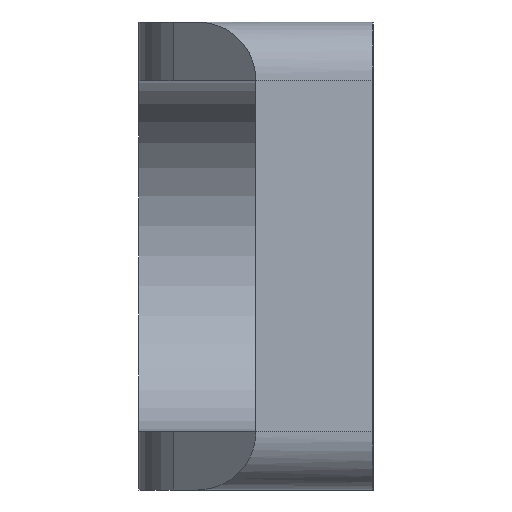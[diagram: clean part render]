
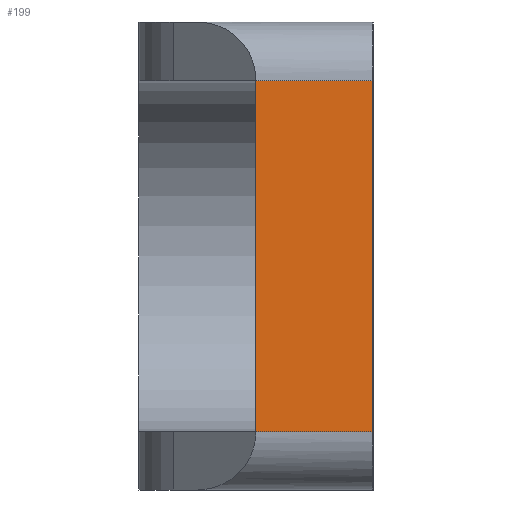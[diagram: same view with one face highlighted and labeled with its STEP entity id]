
A CAD part, left-side view. The second image highlights one B-rep face of the part: STEP entity #199.
In plain terms, the highlighted planar face has unit normal (-1, 0, 0).
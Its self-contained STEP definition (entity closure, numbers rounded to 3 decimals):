
#5 = DIRECTION ( 'NONE',  ( 0., 1., 0. ) ) ;
#7 = EDGE_CURVE ( 'NONE', #1104, #35, #1082, .T. ) ;
#35 = VERTEX_POINT ( 'NONE', #226 ) ;
#53 = DIRECTION ( 'NONE',  ( 0., 0., 1. ) ) ;
#85 = ORIENTED_EDGE ( 'NONE', *, *, #904, .T. ) ;
#109 = ORIENTED_EDGE ( 'NONE', *, *, #7, .T. ) ;
#199 = ADVANCED_FACE ( 'NONE', ( #371 ), #349, .F. ) ;
#223 = CARTESIAN_POINT ( 'NONE',  ( -10.5, 0., -13.5 ) ) ;
#226 = CARTESIAN_POINT ( 'NONE',  ( -10.5, 2., -7.5 ) ) ;
#271 = CARTESIAN_POINT ( 'NONE',  ( -10.5, 0., -14.5 ) ) ;
#292 = DIRECTION ( 'NONE',  ( 0., -1., 0. ) ) ;
#300 = LINE ( 'NONE', #271, #984 ) ;
#301 = AXIS2_PLACEMENT_3D ( 'NONE', #1136, #436, #1231 ) ;
#349 = PLANE ( 'NONE',  #301 ) ;
#352 = LINE ( 'NONE', #399, #1080 ) ;
#371 = FACE_OUTER_BOUND ( 'NONE', #992, .T. ) ;
#399 = CARTESIAN_POINT ( 'NONE',  ( -10.5, 1.6, -13.5 ) ) ;
#435 = VECTOR ( 'NONE', #53, 1000. ) ;
#436 = DIRECTION ( 'NONE',  ( 1., 0., 0. ) ) ;
#438 = EDGE_CURVE ( 'NONE', #598, #1186, #352, .T. ) ;
#473 = ORIENTED_EDGE ( 'NONE', *, *, #723, .F. ) ;
#598 = VERTEX_POINT ( 'NONE', #615 ) ;
#615 = CARTESIAN_POINT ( 'NONE',  ( -10.5, 2., -13.5 ) ) ;
#625 = LINE ( 'NONE', #642, #435 ) ;
#642 = CARTESIAN_POINT ( 'NONE',  ( -10.5, 2., -14.5 ) ) ;
#723 = EDGE_CURVE ( 'NONE', #598, #35, #625, .T. ) ;
#780 = CARTESIAN_POINT ( 'NONE',  ( -10.5, 0., -7.5 ) ) ;
#879 = DIRECTION ( 'NONE',  ( 0., 0., 1. ) ) ;
#904 = EDGE_CURVE ( 'NONE', #1186, #1104, #300, .T. ) ;
#919 = CARTESIAN_POINT ( 'NONE',  ( -10.5, 1.6, -7.5 ) ) ;
#984 = VECTOR ( 'NONE', #879, 1000. ) ;
#992 = EDGE_LOOP ( 'NONE', ( #473, #1133, #85, #109 ) ) ;
#1080 = VECTOR ( 'NONE', #292, 1000. ) ;
#1082 = LINE ( 'NONE', #919, #1284 ) ;
#1104 = VERTEX_POINT ( 'NONE', #780 ) ;
#1133 = ORIENTED_EDGE ( 'NONE', *, *, #438, .T. ) ;
#1136 = CARTESIAN_POINT ( 'NONE',  ( -10.5, 1.6, -14.5 ) ) ;
#1186 = VERTEX_POINT ( 'NONE', #223 ) ;
#1231 = DIRECTION ( 'NONE',  ( 0., 0., -1. ) ) ;
#1284 = VECTOR ( 'NONE', #5, 1000. ) ;
